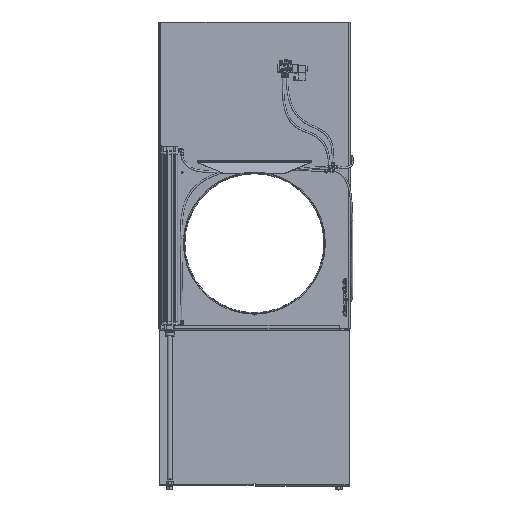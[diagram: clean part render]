
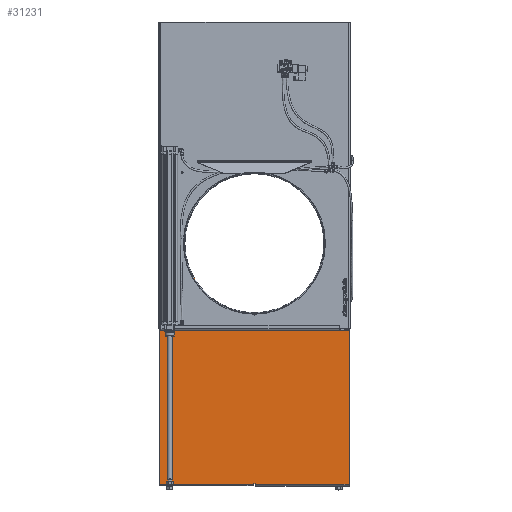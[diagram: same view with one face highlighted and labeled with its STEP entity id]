
A CAD part, top view. The second image highlights one B-rep face of the part: STEP entity #31231.
In plain terms, the highlighted face is planar.
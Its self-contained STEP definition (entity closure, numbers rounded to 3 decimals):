
#757=CIRCLE('',#33045,3.5);
#759=CIRCLE('',#33049,3.5);
#761=CIRCLE('',#33053,3.5);
#763=CIRCLE('',#33057,3.5);
#765=CIRCLE('',#33061,280.);
#1407=FACE_BOUND('',#5741,.T.);
#1408=FACE_BOUND('',#5742,.T.);
#1409=FACE_BOUND('',#5743,.T.);
#2622=PLANE('',#33107);
#3780=FACE_OUTER_BOUND('',#5740,.T.);
#5740=EDGE_LOOP('',(#23274,#23275,#23276,#23277,#23278,#23279,#23280,#23281));
#5741=EDGE_LOOP('',(#23282,#23283,#23284,#23285));
#5742=EDGE_LOOP('',(#23286,#23287,#23288,#23289));
#5743=EDGE_LOOP('',(#23290));
#8200=LINE('',#44946,#10925);
#8204=LINE('',#44957,#10929);
#8208=LINE('',#44970,#10933);
#8212=LINE('',#44981,#10937);
#8239=LINE('',#45065,#10964);
#8241=LINE('',#45073,#10966);
#8252=LINE('',#45099,#10977);
#8255=LINE('',#45105,#10980);
#8257=LINE('',#45108,#10982);
#8260=LINE('',#45114,#10985);
#8263=LINE('',#45120,#10988);
#8265=LINE('',#45123,#10990);
#10925=VECTOR('',#35874,575.);
#10929=VECTOR('',#35886,575.);
#10933=VECTOR('',#35898,575.);
#10937=VECTOR('',#35910,575.);
#10964=VECTOR('',#35995,377.);
#10966=VECTOR('',#36001,377.);
#10977=VECTOR('',#36034,2.);
#10980=VECTOR('',#36039,8.);
#10982=VECTOR('',#36043,2.);
#10985=VECTOR('',#36048,1267.);
#10988=VECTOR('',#36053,762.);
#10990=VECTOR('',#36057,1267.);
#14696=VERTEX_POINT('',#44936);
#14697=VERTEX_POINT('',#44937);
#14700=VERTEX_POINT('',#44945);
#14702=VERTEX_POINT('',#44951);
#14704=VERTEX_POINT('',#44960);
#14705=VERTEX_POINT('',#44961);
#14708=VERTEX_POINT('',#44969);
#14710=VERTEX_POINT('',#44975);
#14712=VERTEX_POINT('',#44984);
#14738=VERTEX_POINT('',#45052);
#14739=VERTEX_POINT('',#45056);
#14742=VERTEX_POINT('',#45070);
#14743=VERTEX_POINT('',#45072);
#14747=VERTEX_POINT('',#45097);
#14749=VERTEX_POINT('',#45103);
#14751=VERTEX_POINT('',#45112);
#14753=VERTEX_POINT('',#45118);
#17958=EDGE_CURVE('',#14696,#14697,#757,.T.);
#17962=EDGE_CURVE('',#14697,#14700,#8200,.T.);
#17965=EDGE_CURVE('',#14700,#14702,#759,.T.);
#17968=EDGE_CURVE('',#14702,#14696,#8204,.T.);
#17970=EDGE_CURVE('',#14704,#14705,#761,.T.);
#17974=EDGE_CURVE('',#14708,#14704,#8208,.T.);
#17977=EDGE_CURVE('',#14710,#14708,#763,.T.);
#17980=EDGE_CURVE('',#14705,#14710,#8212,.T.);
#17982=EDGE_CURVE('',#14712,#14712,#765,.T.);
#18021=EDGE_CURVE('',#14739,#14738,#8239,.T.);
#18024=EDGE_CURVE('',#14742,#14743,#8241,.T.);
#18038=EDGE_CURVE('',#14747,#14739,#8252,.T.);
#18041=EDGE_CURVE('',#14749,#14747,#8255,.T.);
#18043=EDGE_CURVE('',#14743,#14749,#8257,.T.);
#18046=EDGE_CURVE('',#14751,#14742,#8260,.T.);
#18049=EDGE_CURVE('',#14753,#14751,#8263,.T.);
#18051=EDGE_CURVE('',#14738,#14753,#8265,.T.);
#23274=ORIENTED_EDGE('',*,*,#18051,.F.);
#23275=ORIENTED_EDGE('',*,*,#18021,.F.);
#23276=ORIENTED_EDGE('',*,*,#18038,.F.);
#23277=ORIENTED_EDGE('',*,*,#18041,.F.);
#23278=ORIENTED_EDGE('',*,*,#18043,.F.);
#23279=ORIENTED_EDGE('',*,*,#18024,.F.);
#23280=ORIENTED_EDGE('',*,*,#18046,.F.);
#23281=ORIENTED_EDGE('',*,*,#18049,.F.);
#23282=ORIENTED_EDGE('',*,*,#17958,.T.);
#23283=ORIENTED_EDGE('',*,*,#17962,.T.);
#23284=ORIENTED_EDGE('',*,*,#17965,.T.);
#23285=ORIENTED_EDGE('',*,*,#17968,.T.);
#23286=ORIENTED_EDGE('',*,*,#17970,.T.);
#23287=ORIENTED_EDGE('',*,*,#17980,.T.);
#23288=ORIENTED_EDGE('',*,*,#17977,.T.);
#23289=ORIENTED_EDGE('',*,*,#17974,.T.);
#23290=ORIENTED_EDGE('',*,*,#17982,.T.);
#31231=ADVANCED_FACE('',(#3780,#1407,#1408,#1409),#2622,.F.);
#33045=AXIS2_PLACEMENT_3D('',#44938,#35866,#35867);
#33049=AXIS2_PLACEMENT_3D('',#44952,#35879,#35880);
#33053=AXIS2_PLACEMENT_3D('',#44962,#35890,#35891);
#33057=AXIS2_PLACEMENT_3D('',#44976,#35903,#35904);
#33061=AXIS2_PLACEMENT_3D('',#44985,#35914,#35915);
#33107=AXIS2_PLACEMENT_3D('',#45124,#36058,#36059);
#35866=DIRECTION('center_axis',(0.,1.,0.));
#35867=DIRECTION('ref_axis',(0.,0.,-1.));
#35874=DIRECTION('',(1.,0.,0.));
#35879=DIRECTION('center_axis',(0.,1.,0.));
#35880=DIRECTION('ref_axis',(0.,0.,1.));
#35886=DIRECTION('',(-1.,0.,0.));
#35890=DIRECTION('center_axis',(0.,1.,0.));
#35891=DIRECTION('ref_axis',(0.,0.,1.));
#35898=DIRECTION('',(-1.,0.,0.));
#35903=DIRECTION('center_axis',(0.,1.,0.));
#35904=DIRECTION('ref_axis',(0.,0.,-1.));
#35910=DIRECTION('',(1.,0.,0.));
#35914=DIRECTION('center_axis',(0.,1.,0.));
#35915=DIRECTION('ref_axis',(1.,0.,0.));
#35995=DIRECTION('',(0.,0.,1.));
#36001=DIRECTION('',(0.,0.,1.));
#36034=DIRECTION('',(-1.,0.,0.));
#36039=DIRECTION('',(0.,0.,1.));
#36043=DIRECTION('',(1.,0.,0.));
#36048=DIRECTION('',(-1.,0.,0.));
#36053=DIRECTION('',(0.,0.,-1.));
#36057=DIRECTION('',(1.,0.,0.));
#36058=DIRECTION('center_axis',(0.,1.,0.));
#36059=DIRECTION('ref_axis',(0.,0.,1.));
#44936=CARTESIAN_POINT('',(503.816,0.,-293.5));
#44937=CARTESIAN_POINT('',(503.816,0.,-286.5));
#44938=CARTESIAN_POINT('Origin',(503.816,0.,-290.));
#44945=CARTESIAN_POINT('',(1078.816,0.,-286.5));
#44946=CARTESIAN_POINT('',(768.257,0.,-286.5));
#44951=CARTESIAN_POINT('',(1078.816,0.,-293.5));
#44952=CARTESIAN_POINT('Origin',(1078.816,0.,-290.));
#44957=CARTESIAN_POINT('',(480.757,0.,-293.5));
#44960=CARTESIAN_POINT('',(503.816,0.,286.5));
#44961=CARTESIAN_POINT('',(503.816,0.,293.5));
#44962=CARTESIAN_POINT('Origin',(503.816,0.,290.));
#44969=CARTESIAN_POINT('',(1078.816,0.,286.5));
#44970=CARTESIAN_POINT('',(768.257,0.,286.5));
#44975=CARTESIAN_POINT('',(1078.816,0.,293.5));
#44976=CARTESIAN_POINT('Origin',(1078.816,0.,290.));
#44981=CARTESIAN_POINT('',(480.757,0.,293.5));
#44984=CARTESIAN_POINT('',(1073.816,0.,-0.5));
#44985=CARTESIAN_POINT('Origin',(793.816,0.,-0.5));
#45052=CARTESIAN_POINT('',(-175.184,0.,381.));
#45056=CARTESIAN_POINT('',(-175.184,0.,4.));
#45065=CARTESIAN_POINT('',(-175.184,0.,4.));
#45070=CARTESIAN_POINT('',(-175.184,0.,-381.));
#45072=CARTESIAN_POINT('',(-175.184,0.,-4.));
#45073=CARTESIAN_POINT('',(-175.184,0.,-381.));
#45097=CARTESIAN_POINT('',(-173.184,0.,4.));
#45099=CARTESIAN_POINT('',(-173.184,0.,4.));
#45103=CARTESIAN_POINT('',(-173.184,0.,-4.));
#45105=CARTESIAN_POINT('',(-173.184,0.,-4.));
#45108=CARTESIAN_POINT('',(-175.184,0.,-4.));
#45112=CARTESIAN_POINT('',(1091.816,0.,-381.));
#45114=CARTESIAN_POINT('',(1091.816,0.,-381.));
#45118=CARTESIAN_POINT('',(1091.816,0.,381.));
#45120=CARTESIAN_POINT('',(1091.816,0.,381.));
#45123=CARTESIAN_POINT('',(-175.184,0.,381.));
#45124=CARTESIAN_POINT('Origin',(457.697,0.,0.));
